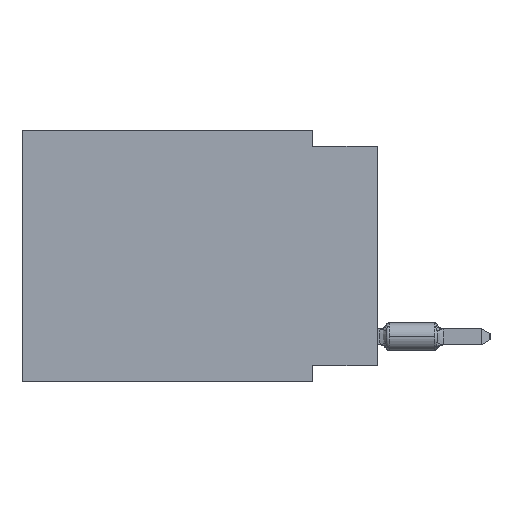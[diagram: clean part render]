
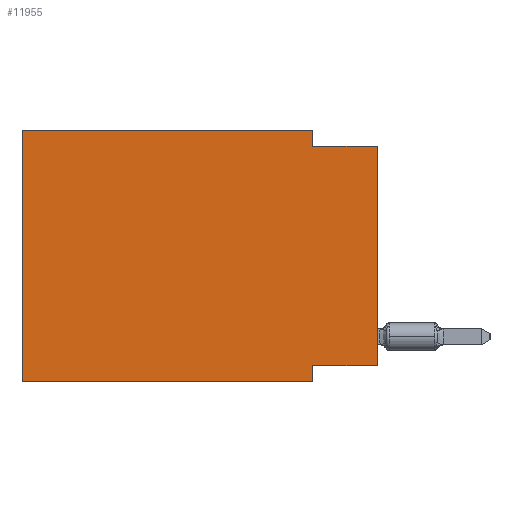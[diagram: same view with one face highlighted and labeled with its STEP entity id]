
A CAD part, left-side view. The second image highlights one B-rep face of the part: STEP entity #11955.
In plain terms, the highlighted planar face has unit normal (-1, 0, 0).
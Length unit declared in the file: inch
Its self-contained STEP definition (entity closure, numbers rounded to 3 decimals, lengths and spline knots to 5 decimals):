
#163 = CARTESIAN_POINT ( 'NONE',  ( 0., 0., -0.365 ) ) ;
#1428 = VECTOR ( 'NONE', #4612, 39.37008 ) ;
#1489 = VERTEX_POINT ( 'NONE', #2839 ) ;
#1799 = EDGE_LOOP ( 'NONE', ( #39036, #8006, #2174, #30804, #26624, #5829, #6733, #22368 ) ) ;
#1815 = CARTESIAN_POINT ( 'NONE',  ( 0., 0., -0.025 ) ) ;
#2174 = ORIENTED_EDGE ( 'NONE', *, *, #27225, .F. ) ;
#2839 = CARTESIAN_POINT ( 'NONE',  ( 0., 0.55, 0. ) ) ;
#2981 = VECTOR ( 'NONE', #8502, 39.37008 ) ;
#3055 = VECTOR ( 'NONE', #27447, 39.37008 ) ;
#3673 = LINE ( 'NONE', #27165, #4704 ) ;
#4612 = DIRECTION ( 'NONE',  ( 0., 0., 1. ) ) ;
#4704 = VECTOR ( 'NONE', #27378, 39.37008 ) ;
#5829 = ORIENTED_EDGE ( 'NONE', *, *, #23215, .T. ) ;
#6733 = ORIENTED_EDGE ( 'NONE', *, *, #10104, .F. ) ;
#8006 = ORIENTED_EDGE ( 'NONE', *, *, #22287, .F. ) ;
#8502 = DIRECTION ( 'NONE',  ( 0., 0., 1. ) ) ;
#8995 = VERTEX_POINT ( 'NONE', #27173 ) ;
#10104 = EDGE_CURVE ( 'NONE', #19663, #10549, #33173, .T. ) ;
#10549 = VERTEX_POINT ( 'NONE', #31065 ) ;
#10592 = VECTOR ( 'NONE', #30362, 39.37008 ) ;
#11278 = LINE ( 'NONE', #24895, #24678 ) ;
#11339 = EDGE_CURVE ( 'NONE', #28744, #19663, #34416, .T. ) ;
#11955 = ADVANCED_FACE ( 'NONE', ( #38628 ), #34804, .F. ) ;
#16512 = CARTESIAN_POINT ( 'NONE',  ( 0., 0.1, 0. ) ) ;
#16543 = VERTEX_POINT ( 'NONE', #1815 ) ;
#19663 = VERTEX_POINT ( 'NONE', #40968 ) ;
#21085 = DIRECTION ( 'NONE',  ( 0., -1., 0. ) ) ;
#21595 = LINE ( 'NONE', #42255, #1428 ) ;
#21737 = VERTEX_POINT ( 'NONE', #30571 ) ;
#22287 = EDGE_CURVE ( 'NONE', #29048, #16543, #11278, .T. ) ;
#22368 = ORIENTED_EDGE ( 'NONE', *, *, #11339, .F. ) ;
#23215 = EDGE_CURVE ( 'NONE', #8995, #10549, #3673, .T. ) ;
#23380 = VECTOR ( 'NONE', #33890, 39.37008 ) ;
#23577 = LINE ( 'NONE', #30749, #23380 ) ;
#24678 = VECTOR ( 'NONE', #21085, 39.37008 ) ;
#24790 = EDGE_CURVE ( 'NONE', #1489, #21737, #23577, .T. ) ;
#24895 = CARTESIAN_POINT ( 'NONE',  ( 0., 0., -0.025 ) ) ;
#26183 = CARTESIAN_POINT ( 'NONE',  ( 0., 0.1, -0.025 ) ) ;
#26624 = ORIENTED_EDGE ( 'NONE', *, *, #31602, .F. ) ;
#26640 = AXIS2_PLACEMENT_3D ( 'NONE', #31651, #41550, #30985 ) ;
#27165 = CARTESIAN_POINT ( 'NONE',  ( 0., 0.55, -0.39 ) ) ;
#27173 = CARTESIAN_POINT ( 'NONE',  ( 0., 0.55, -0.39 ) ) ;
#27225 = EDGE_CURVE ( 'NONE', #21737, #29048, #37337, .T. ) ;
#27378 = DIRECTION ( 'NONE',  ( 0., -1., 0. ) ) ;
#27447 = DIRECTION ( 'NONE',  ( 0., 1., 0. ) ) ;
#28172 = CARTESIAN_POINT ( 'NONE',  ( 0., 0.55, 0. ) ) ;
#28744 = VERTEX_POINT ( 'NONE', #37451 ) ;
#29048 = VERTEX_POINT ( 'NONE', #26183 ) ;
#30362 = DIRECTION ( 'NONE',  ( 0., 0., -1. ) ) ;
#30571 = CARTESIAN_POINT ( 'NONE',  ( 0., 0.1, 0. ) ) ;
#30749 = CARTESIAN_POINT ( 'NONE',  ( 0., 0.55, 0. ) ) ;
#30804 = ORIENTED_EDGE ( 'NONE', *, *, #24790, .F. ) ;
#30985 = DIRECTION ( 'NONE',  ( 0., 0., -1. ) ) ;
#31065 = CARTESIAN_POINT ( 'NONE',  ( 0., 0.1, -0.39 ) ) ;
#31550 = LINE ( 'NONE', #28172, #2981 ) ;
#31602 = EDGE_CURVE ( 'NONE', #8995, #1489, #31550, .T. ) ;
#31651 = CARTESIAN_POINT ( 'NONE',  ( 0., 0.55, 0. ) ) ;
#33173 = LINE ( 'NONE', #33403, #33501 ) ;
#33403 = CARTESIAN_POINT ( 'NONE',  ( 0., 0.1, -0.39 ) ) ;
#33501 = VECTOR ( 'NONE', #43937, 39.37008 ) ;
#33890 = DIRECTION ( 'NONE',  ( 0., -1., 0. ) ) ;
#34416 = LINE ( 'NONE', #163, #3055 ) ;
#34804 = PLANE ( 'NONE',  #26640 ) ;
#37337 = LINE ( 'NONE', #16512, #10592 ) ;
#37451 = CARTESIAN_POINT ( 'NONE',  ( 0., 0., -0.365 ) ) ;
#38628 = FACE_OUTER_BOUND ( 'NONE', #1799, .T. ) ;
#39036 = ORIENTED_EDGE ( 'NONE', *, *, #41414, .T. ) ;
#40968 = CARTESIAN_POINT ( 'NONE',  ( 0., 0.1, -0.365 ) ) ;
#41414 = EDGE_CURVE ( 'NONE', #28744, #16543, #21595, .T. ) ;
#41550 = DIRECTION ( 'NONE',  ( 1., 0., 0. ) ) ;
#42255 = CARTESIAN_POINT ( 'NONE',  ( 0., 0., 0. ) ) ;
#43937 = DIRECTION ( 'NONE',  ( 0., 0., -1. ) ) ;
